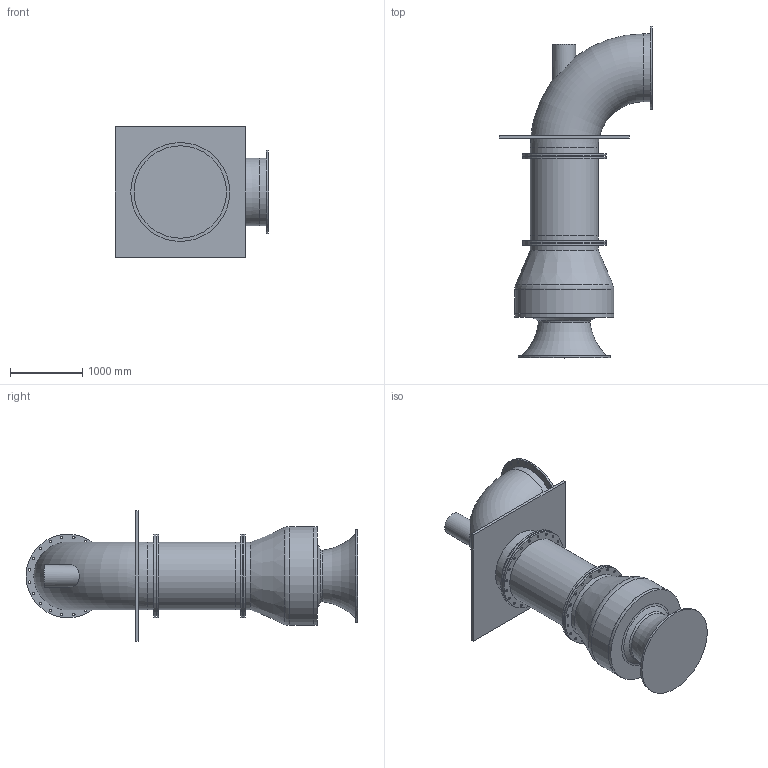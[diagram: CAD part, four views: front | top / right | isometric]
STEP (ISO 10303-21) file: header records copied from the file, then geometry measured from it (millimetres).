
FILE_DESCRIPTION(/* description */ (''),/* implementation_level */ '2;1');
FILE_NAME(/* name */ '',/* time_stamp */ '2023-04-18T19:16:37+09:00',/* author */ (''),/* organization */ (''),/* preprocessor_version */ 'ST-DEVELOPER v19.2',/* originating_system */ 'Autodesk Translation Framework v12.4.0.73',/* authorisation */ '');
FILE_SCHEMA (('AUTOMOTIVE_DESIGN { 1 0 10303 214 3 1 1 }'));
Length unit declared in the file: millimetre
Products named in the file (5): 斜流ポンプ_900; 900x100L水協 v1; 900x100L水協 v1 (1); 900x100L水協 v1 (2); 900水協曲管 v1
Assembly tree (4 placements, depth 2):
  斜流ポンプ_900
    900x100L水協 v1
    900x100L水協 v1 (1)
    900x100L水協 v1 (2)
    900水協曲管 v1
Bounding box: 2125 x 4593 x 1800 mm (x, y, z)
Volume: 1911961838.1 mm3; surface area: 39779369.5 mm2
Topology: 4 solids, 4 shells, 169 faces, 425 edges, 285 vertices
Faces by surface type: cylinder 126, plane 33, torus 8, cone 2
Full cylindrical faces by diameter (mm): 33 x100, 312.409 x2, 900 x5, 939 x5, 990 x5, 1089 x1, 1156 x5, 1279 x1, 1368.682 x2
Entity records: 6373 total; most frequent: CARTESIAN_POINT 1496, DIRECTION 1042, ORIENTED_EDGE 850, AXIS2_PLACEMENT_3D 451, EDGE_CURVE 425, EDGE_LOOP 394, VERTEX_POINT 285, CIRCLE 273
